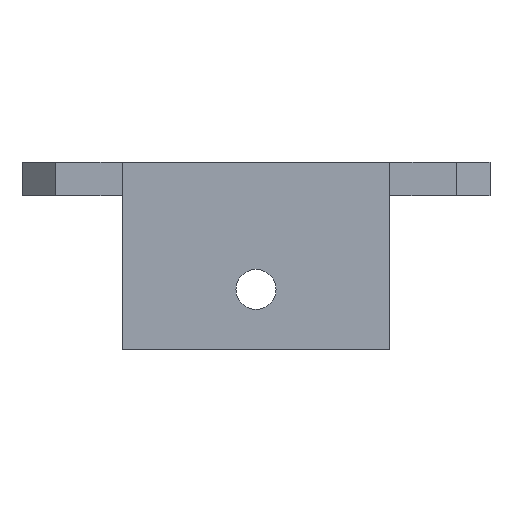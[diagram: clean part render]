
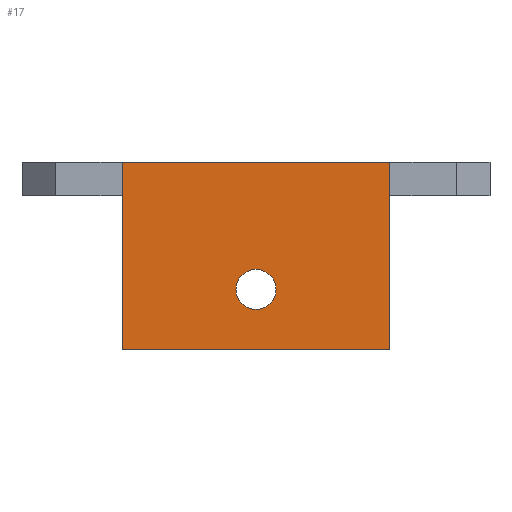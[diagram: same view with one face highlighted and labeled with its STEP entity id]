
A CAD part, left-side view. The second image highlights one B-rep face of the part: STEP entity #17.
In plain terms, the highlighted planar face has unit normal (-1, 0, 0).
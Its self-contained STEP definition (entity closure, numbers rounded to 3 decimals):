
#3 = CARTESIAN_POINT ( 'NONE',  ( -40., 20., -23. ) ) ;
#17 = ADVANCED_FACE ( 'NONE', ( #1022, #762 ), #367, .F. ) ;
#63 = DIRECTION ( 'NONE',  ( 1., 0., 0. ) ) ;
#116 = CARTESIAN_POINT ( 'NONE',  ( -40., -20., -23. ) ) ;
#147 = ORIENTED_EDGE ( 'NONE', *, *, #1293, .T. ) ;
#159 = VECTOR ( 'NONE', #190, 1000. ) ;
#180 = LINE ( 'NONE', #116, #463 ) ;
#190 = DIRECTION ( 'NONE',  ( 0., 0., 1. ) ) ;
#212 = CIRCLE ( 'NONE', #592, 3. ) ;
#240 = CARTESIAN_POINT ( 'NONE',  ( -40., -20., -23. ) ) ;
#243 = ORIENTED_EDGE ( 'NONE', *, *, #1357, .T. ) ;
#279 = DIRECTION ( 'NONE',  ( 1., 0., 0. ) ) ;
#310 = VERTEX_POINT ( 'NONE', #692 ) ;
#353 = EDGE_CURVE ( 'NONE', #534, #310, #1422, .T. ) ;
#360 = CARTESIAN_POINT ( 'NONE',  ( -40., 20., -23. ) ) ;
#367 = PLANE ( 'NONE',  #401 ) ;
#401 = AXIS2_PLACEMENT_3D ( 'NONE', #240, #279, #440 ) ;
#440 = DIRECTION ( 'NONE',  ( 0., 0., -1. ) ) ;
#463 = VECTOR ( 'NONE', #1267, 1000. ) ;
#475 = EDGE_LOOP ( 'NONE', ( #841, #243, #883, #760 ) ) ;
#526 = CARTESIAN_POINT ( 'NONE',  ( -40., 0., -11. ) ) ;
#534 = VERTEX_POINT ( 'NONE', #1162 ) ;
#585 = CARTESIAN_POINT ( 'NONE',  ( -40., 0., -14. ) ) ;
#592 = AXIS2_PLACEMENT_3D ( 'NONE', #723, #63, #821 ) ;
#619 = VERTEX_POINT ( 'NONE', #360 ) ;
#686 = EDGE_CURVE ( 'NONE', #619, #934, #985, .T. ) ;
#690 = DIRECTION ( 'NONE',  ( 0., 0., -1. ) ) ;
#692 = CARTESIAN_POINT ( 'NONE',  ( -40., -20., 5. ) ) ;
#723 = CARTESIAN_POINT ( 'NONE',  ( -40., 0., -14. ) ) ;
#760 = ORIENTED_EDGE ( 'NONE', *, *, #882, .F. ) ;
#762 = FACE_OUTER_BOUND ( 'NONE', #475, .T. ) ;
#787 = CARTESIAN_POINT ( 'NONE',  ( -40., 0., -17. ) ) ;
#819 = AXIS2_PLACEMENT_3D ( 'NONE', #585, #1318, #690 ) ;
#821 = DIRECTION ( 'NONE',  ( 0., 0., -1. ) ) ;
#841 = ORIENTED_EDGE ( 'NONE', *, *, #353, .T. ) ;
#872 = VECTOR ( 'NONE', #1027, 1000. ) ;
#882 = EDGE_CURVE ( 'NONE', #534, #619, #180, .T. ) ;
#883 = ORIENTED_EDGE ( 'NONE', *, *, #686, .F. ) ;
#910 = LINE ( 'NONE', #1246, #872 ) ;
#934 = VERTEX_POINT ( 'NONE', #959 ) ;
#959 = CARTESIAN_POINT ( 'NONE',  ( -40., 20., 5. ) ) ;
#985 = LINE ( 'NONE', #3, #159 ) ;
#1022 = FACE_BOUND ( 'NONE', #1092, .T. ) ;
#1027 = DIRECTION ( 'NONE',  ( 0., 1., 0. ) ) ;
#1080 = EDGE_CURVE ( 'NONE', #1102, #1373, #1317, .T. ) ;
#1081 = CARTESIAN_POINT ( 'NONE',  ( -40., -20., -23. ) ) ;
#1092 = EDGE_LOOP ( 'NONE', ( #1335, #147 ) ) ;
#1101 = VECTOR ( 'NONE', #1136, 1000. ) ;
#1102 = VERTEX_POINT ( 'NONE', #787 ) ;
#1136 = DIRECTION ( 'NONE',  ( 0., 0., 1. ) ) ;
#1162 = CARTESIAN_POINT ( 'NONE',  ( -40., -20., -23. ) ) ;
#1246 = CARTESIAN_POINT ( 'NONE',  ( -40., -20., 5. ) ) ;
#1267 = DIRECTION ( 'NONE',  ( 0., 1., 0. ) ) ;
#1293 = EDGE_CURVE ( 'NONE', #1373, #1102, #212, .T. ) ;
#1317 = CIRCLE ( 'NONE', #819, 3. ) ;
#1318 = DIRECTION ( 'NONE',  ( 1., 0., 0. ) ) ;
#1335 = ORIENTED_EDGE ( 'NONE', *, *, #1080, .T. ) ;
#1357 = EDGE_CURVE ( 'NONE', #310, #934, #910, .T. ) ;
#1373 = VERTEX_POINT ( 'NONE', #526 ) ;
#1422 = LINE ( 'NONE', #1081, #1101 ) ;
